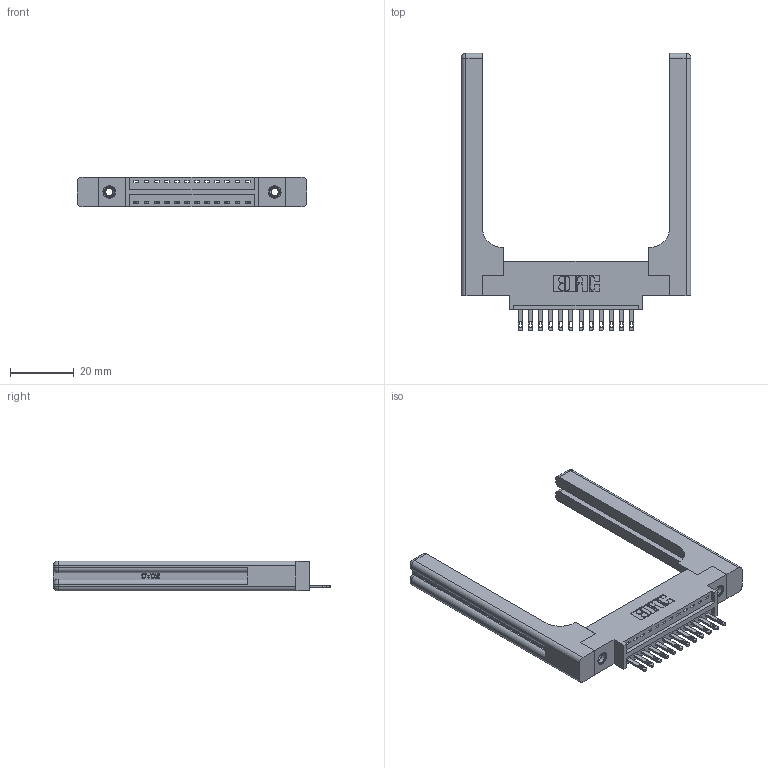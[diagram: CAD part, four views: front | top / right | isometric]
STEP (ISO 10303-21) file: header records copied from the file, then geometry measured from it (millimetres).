
FILE_DESCRIPTION (( 'STEP AP203' ), '1' );
FILE_NAME ('346-012-500-658.STEP', '2022-05-05T02:14:07', ( '' ), ( '' ), 'SwSTEP 2.0', 'SolidWorks 2020', '' );
FILE_SCHEMA (( 'CONFIG_CONTROL_DESIGN' ));
Length unit declared in the file: inch
Products named in the file (5): 346-220-058_345-220-058; 346 Part_0.170 Offset - 0.156 Dia-TH; 345-250-001_345-250-001-102; 346-012-500-658; 345-292-001_345-293-100
Assembly tree (17 placements, depth 2):
  346-012-500-658
    346 Part_0.170 Offset - 0.156 Dia-TH
    345-292-001_345-293-100  x12
    345-250-001_345-250-001-102  x2
    346-220-058_345-220-058  x2
Bounding box: 72.16 x 87.12 x 9.4 mm (x, y, z)
Volume: 14053.9 mm3; surface area: 13234.9 mm2
Topology: 17 solids, 17 shells, 1044 faces, 3059 edges, 2018 vertices
Faces by surface type: plane 650, cylinder 334, bspline 36, cone 12, sphere 8, torus 4
Entity records: 17146 total; most frequent: CARTESIAN_POINT 3931, ORIENTED_EDGE 2672, DIRECTION 2436, EDGE_CURVE 1336, VECTOR 1060, LINE 1060, VERTEX_POINT 882, AXIS2_PLACEMENT_3D 688
